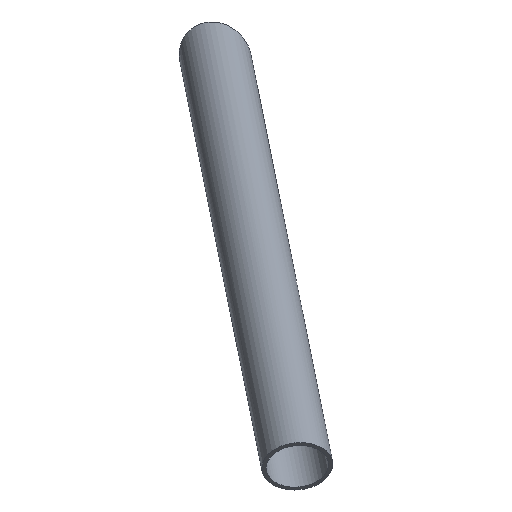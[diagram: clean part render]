
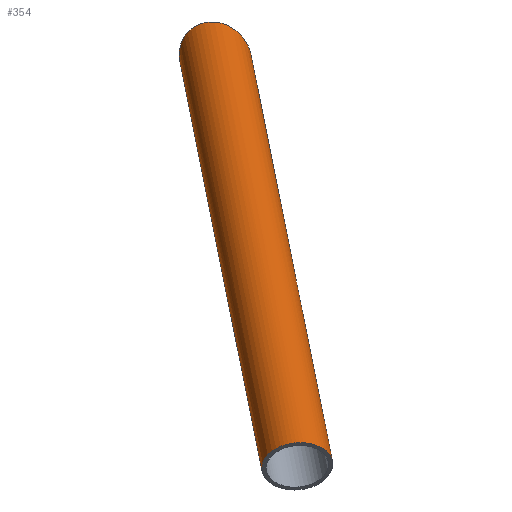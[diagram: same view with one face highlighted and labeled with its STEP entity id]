
A CAD part, top view. The second image highlights one B-rep face of the part: STEP entity #354.
In plain terms, the highlighted cylindrical face has radius 12.5 mm (diameter 25 mm), a partial arc.
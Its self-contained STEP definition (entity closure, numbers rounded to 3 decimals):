
#198=CARTESIAN_POINT('Control Point',(-1912.15,158.302,448.336)) ;
#199=CARTESIAN_POINT('Control Point',(-1912.33,159.203,449.712)) ;
#200=CARTESIAN_POINT('Control Point',(-1912.317,160.123,451.1)) ;
#201=CARTESIAN_POINT('Control Point',(-1912.116,161.046,452.476)) ;
#202=CARTESIAN_POINT('Control Point',(-1911.423,162.669,454.867)) ;
#203=CARTESIAN_POINT('Control Point',(-1910.134,164.192,457.059)) ;
#204=CARTESIAN_POINT('Control Point',(-1909.452,164.834,457.97)) ;
#205=CARTESIAN_POINT('Control Point',(-1908.094,165.862,459.408)) ;
#206=CARTESIAN_POINT('Control Point',(-1906.422,166.734,460.583)) ;
#207=CARTESIAN_POINT('Control Point',(-1905.677,167.063,461.018)) ;
#208=CARTESIAN_POINT('Control Point',(-1904.17,167.618,461.728)) ;
#209=CARTESIAN_POINT('Control Point',(-1902.524,168.014,462.188)) ;
#210=CARTESIAN_POINT('Control Point',(-1901.717,168.162,462.344)) ;
#211=CARTESIAN_POINT('Control Point',(-1899.91,168.393,462.54)) ;
#212=CARTESIAN_POINT('Control Point',(-1898.078,168.406,462.406)) ;
#213=CARTESIAN_POINT('Control Point',(-1897.093,168.346,462.232)) ;
#214=CARTESIAN_POINT('Control Point',(-1895.547,168.143,461.797)) ;
#215=CARTESIAN_POINT('Control Point',(-1894.119,167.788,461.139)) ;
#216=CARTESIAN_POINT('Control Point',(-1893.593,167.631,460.858)) ;
#217=CARTESIAN_POINT('Control Point',(-1892.273,167.167,460.047)) ;
#218=CARTESIAN_POINT('Control Point',(-1891.12,166.582,459.067)) ;
#219=CARTESIAN_POINT('Control Point',(-1890.476,166.181,458.407)) ;
#220=CARTESIAN_POINT('Control Point',(-1889.132,165.161,456.754)) ;
#221=CARTESIAN_POINT('Control Point',(-1888.191,163.997,454.918)) ;
#222=CARTESIAN_POINT('Control Point',(-1887.784,163.294,453.823)) ;
#223=CARTESIAN_POINT('Control Point',(-1887.508,162.57,452.705)) ;
#224=CARTESIAN_POINT('Control Point',(-1887.361,161.832,451.58)) ;
#225=CARTESIAN_POINT('Vertex',(-1912.15,158.302,448.336)) ;
#227=CARTESIAN_POINT('Vertex',(-1887.361,161.832,451.58)) ;
#273=CARTESIAN_POINT('Line Origine',(-1926.414,229.725,278.811)) ;
#277=CARTESIAN_POINT('Vertex',(-1940.818,301.848,107.621)) ;
#280=CARTESIAN_POINT('Line Origine',(-1926.414,229.725,278.811)) ;
#284=CARTESIAN_POINT('Vertex',(-1941.057,303.044,104.781)) ;
#306=CARTESIAN_POINT('Vertex',(-1916.06,305.529,110.506)) ;
#309=CARTESIAN_POINT('Line Origine',(-1901.898,234.621,278.811)) ;
#322=CARTESIAN_POINT('Axis2P3D Location',(-40583.498,193850.924,-459289.264)) ;
#328=CARTESIAN_POINT('Control Point',(-1916.06,305.529,110.506)) ;
#329=CARTESIAN_POINT('Control Point',(-1916.556,308.014,110.804)) ;
#330=CARTESIAN_POINT('Control Point',(-1917.643,310.399,110.961)) ;
#331=CARTESIAN_POINT('Control Point',(-1919.238,312.498,110.963)) ;
#332=CARTESIAN_POINT('Control Point',(-1922.167,315.004,110.747)) ;
#333=CARTESIAN_POINT('Control Point',(-1925.641,316.425,110.239)) ;
#334=CARTESIAN_POINT('Control Point',(-1926.803,316.76,110.046)) ;
#335=CARTESIAN_POINT('Control Point',(-1929.971,317.301,109.46)) ;
#336=CARTESIAN_POINT('Control Point',(-1933.158,316.856,108.71)) ;
#337=CARTESIAN_POINT('Control Point',(-1935.065,316.164,108.191)) ;
#338=CARTESIAN_POINT('Control Point',(-1937.651,314.485,107.368)) ;
#339=CARTESIAN_POINT('Control Point',(-1939.498,312.072,106.582)) ;
#340=CARTESIAN_POINT('Control Point',(-1940.039,311.154,106.318)) ;
#341=CARTESIAN_POINT('Control Point',(-1940.963,309.052,105.779)) ;
#342=CARTESIAN_POINT('Control Point',(-1941.352,306.765,105.324)) ;
#343=CARTESIAN_POINT('Control Point',(-1941.403,305.515,105.11)) ;
#344=CARTESIAN_POINT('Control Point',(-1941.302,304.267,104.928)) ;
#345=CARTESIAN_POINT('Control Point',(-1941.057,303.044,104.781)) ;
#274=DIRECTION('Vector Direction',(-0.077,0.387,-0.919)) ;
#281=DIRECTION('Vector Direction',(-0.077,0.387,-0.919)) ;
#310=DIRECTION('Vector Direction',(-0.077,0.387,-0.919)) ;
#323=DIRECTION('Axis2P3D Direction',(-0.077,0.387,-0.919)) ;
#324=DIRECTION('Axis2P3D XDirection',(-0.981,-0.196,0.)) ;
#325=AXIS2_PLACEMENT_3D('Cylinder Axis2P3D',#322,#323,#324) ;
#348=ORIENTED_EDGE('',*,*,#229,.T.) ;
#349=ORIENTED_EDGE('',*,*,#313,.F.) ;
#350=ORIENTED_EDGE('',*,*,#346,.T.) ;
#351=ORIENTED_EDGE('',*,*,#286,.F.) ;
#352=ORIENTED_EDGE('',*,*,#279,.T.) ;
#275=VECTOR('Line Direction',#274,1.) ;
#282=VECTOR('Line Direction',#281,1.) ;
#311=VECTOR('Line Direction',#310,1.) ;
#354=ADVANCED_FACE('Corps principal',(#353),#326,.T.) ;
#197=B_SPLINE_CURVE_WITH_KNOTS('',5,(#198,#199,#200,#201,#202,#203,#204,#205,#206,#207,#208,#209,#210,#211,#212,#213,#214,#215,#216,#217,#218,#219,#220,#221,#222,#223,#224),.UNSPECIFIED.,.F.,.U.,(6,3,3,3,3,3,3,3,6),(0.,11.696,20.864,27.355,33.222,40.249,44.593,51.662,61.235),.UNSPECIFIED.) ;
#327=B_SPLINE_CURVE_WITH_KNOTS('',5,(#328,#329,#330,#331,#332,#333,#334,#335,#336,#337,#338,#339,#340,#341,#342,#343,#344,#345),.UNSPECIFIED.,.F.,.U.,(6,3,3,3,3,6),(0.,18.046,26.634,40.992,48.682,57.564),.UNSPECIFIED.) ;
#326=CYLINDRICAL_SURFACE('generated cylinder',#325,12.5) ;
#229=EDGE_CURVE('',#226,#228,#197,.T.) ;
#279=EDGE_CURVE('',#278,#226,#276,.F.) ;
#286=EDGE_CURVE('',#278,#285,#283,.T.) ;
#313=EDGE_CURVE('',#307,#228,#312,.F.) ;
#346=EDGE_CURVE('',#307,#285,#327,.T.) ;
#347=EDGE_LOOP('',(#348,#349,#350,#351,#352)) ;
#353=FACE_OUTER_BOUND('',#347,.T.) ;
#276=LINE('Line',#273,#275) ;
#283=LINE('Line',#280,#282) ;
#312=LINE('Line',#309,#311) ;
#226=VERTEX_POINT('',#225) ;
#228=VERTEX_POINT('',#227) ;
#278=VERTEX_POINT('',#277) ;
#285=VERTEX_POINT('',#284) ;
#307=VERTEX_POINT('',#306) ;
